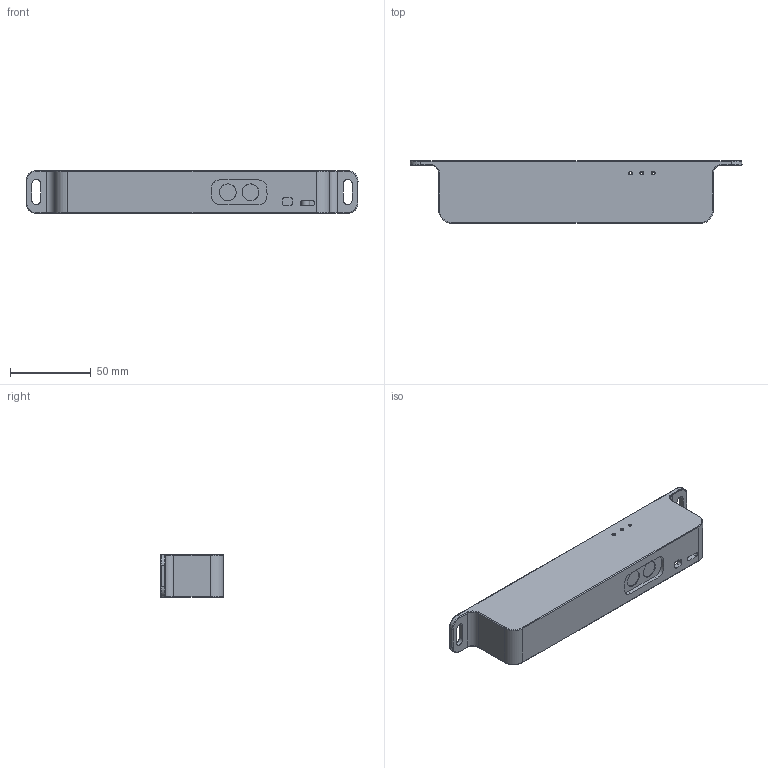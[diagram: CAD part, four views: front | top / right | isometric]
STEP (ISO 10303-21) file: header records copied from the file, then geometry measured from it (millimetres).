
FILE_DESCRIPTION(/* description */ (''),/* implementation_level */ '2;1');
FILE_NAME(/* name */ 'gehaeuse_240506',/* time_stamp */ '2024-05-06T12:51:46+02:00',/* author */ (''),/* organization */ (''),/* preprocessor_version */ 'ST-DEVELOPER v16.5',/* originating_system */ 'Rhino 7.36',/* authorisation */ '');
FILE_SCHEMA (('CONFIG_CONTROL_DESIGN'));
Length unit declared in the file: millimetre
Products named in the file (1): Document
Bounding box: 205.3 x 38.8 x 26.5 mm (x, y, z)
Volume: 50173.6 mm3; surface area: 35802.2 mm2
Topology: 1 solids, 1 shells, 171 faces, 415 edges, 260 vertices
Faces by surface type: cylinder 80, plane 61, bspline 30
Entity records: 5182 total; most frequent: CARTESIAN_POINT 2535, ORIENTED_EDGE 830, EDGE_CURVE 415, VERTEX_POINT 260, EDGE_LOOP 199, ADVANCED_FACE 171, FACE_OUTER_BOUND 171, DIRECTION 145
